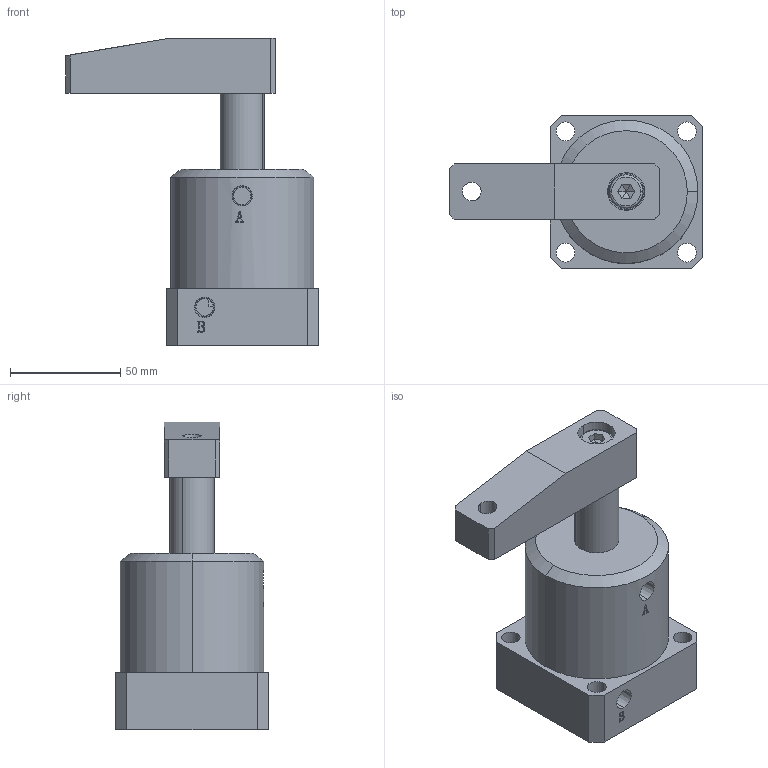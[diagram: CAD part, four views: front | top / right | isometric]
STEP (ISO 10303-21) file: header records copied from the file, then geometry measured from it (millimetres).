
FILE_DESCRIPTION (( 'STEP AP203' ), '1' );
FILE_NAME ('HCAS-50S.STEP', '2019-10-14T08:52:20', ( '微软用户' ), ( '微软中国' ), 'SwSTEP 2.0', 'SolidWorks 2012', '' );
FILE_SCHEMA (( 'CONFIG_CONTROL_DESIGN' ));
Length unit declared in the file: millimetre
Products named in the file (5): HCAS-50S活塞杆; HCAS-50掛极; HCAS-50S等旋; hex lobular socket head cap screws-8.8 gb_GB_HEXAGON_TYPE22 M10X16-N; HCAS-50S
Assembly tree (4 placements, depth 2):
  HCAS-50S
    HCAS-50掛极
    HCAS-50S活塞杆
    HCAS-50S等旋
    hex lobular socket head cap screws-8.8 gb_GB_HEXAGON_TYPE22 M10X16-N
Bounding box: 114.5 x 69 x 139.5 mm (x, y, z)
Volume: 299653.6 mm3; surface area: 64917.1 mm2
Topology: 4 solids, 4 shells, 160 faces, 384 edges, 246 vertices
Faces by surface type: plane 85, cylinder 33, cone 16, bspline 16, torus 10
Entity records: 5976 total; most frequent: CARTESIAN_POINT 1758, ORIENTED_EDGE 764, DIRECTION 751, EDGE_CURVE 382, AXIS2_PLACEMENT_3D 263, VERTEX_POINT 246, VECTOR 225, LINE 225
